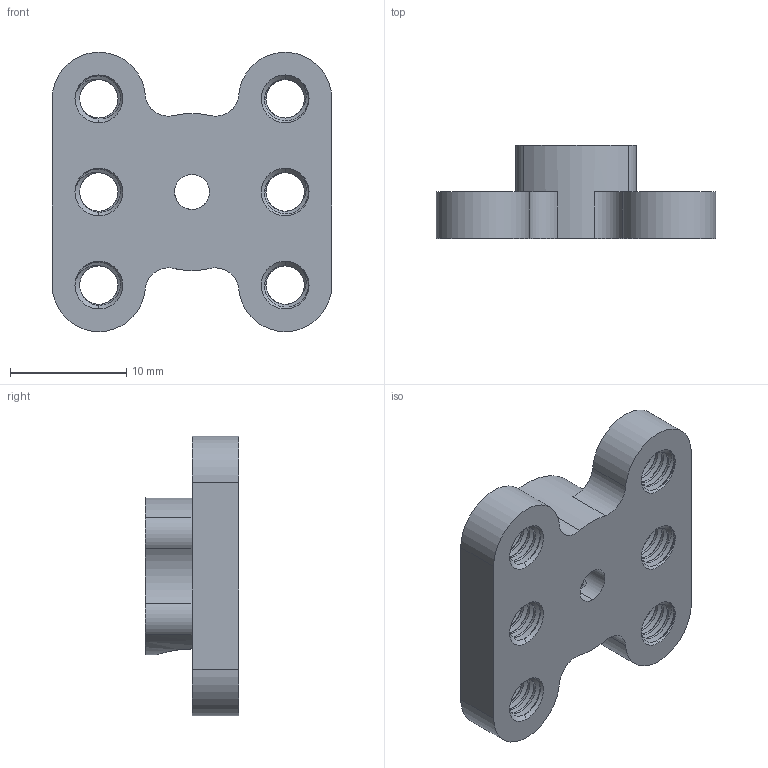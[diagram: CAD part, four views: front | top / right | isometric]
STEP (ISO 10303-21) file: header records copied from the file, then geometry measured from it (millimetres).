
FILE_DESCRIPTION (( 'STEP AP203' ), '1' );
FILE_NAME ('1308-0016-0003 assembly.STEP', '2020-11-18T21:05:00', ( '' ), ( '' ), 'SwSTEP 2.0', 'SolidWorks 2016', '' );
FILE_SCHEMA (( 'CONFIG_CONTROL_DESIGN' ));
Length unit declared in the file: millimetre
Products named in the file (3): 1308-0016-0003 assembly; 2806-0005-0004_91390A117; 1308-0016-0003
Assembly tree (2 placements, depth 2):
  1308-0016-0003 assembly
    1308-0016-0003
    2806-0005-0004_91390A117
Bounding box: 24 x 8 x 24 mm (x, y, z)
Volume: 1964.2 mm3; surface area: 2054 mm2
Topology: 2 solids, 2 shells, 298 faces, 862 edges, 563 vertices
Faces by surface type: cylinder 208, cone 46, bspline 23, plane 21
Entity records: 28875 total; most frequent: CARTESIAN_POINT 21994, ORIENTED_EDGE 1716, DIRECTION 1078, EDGE_CURVE 858, VERTEX_POINT 563, AXIS2_PLACEMENT_3D 412, EDGE_LOOP 313, FACE_OUTER_BOUND 298
